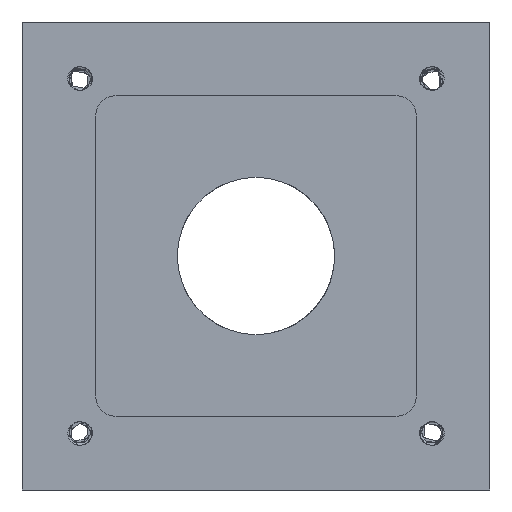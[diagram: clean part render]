
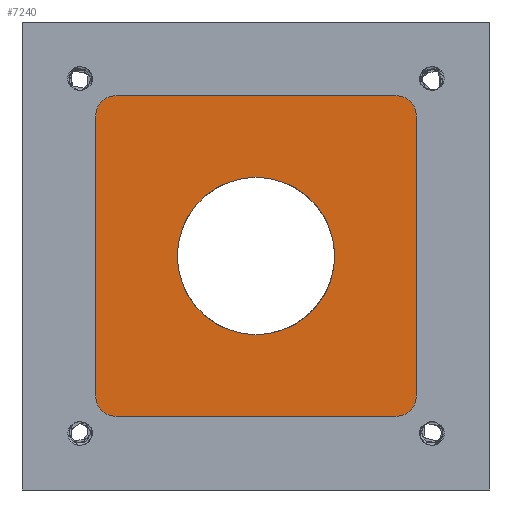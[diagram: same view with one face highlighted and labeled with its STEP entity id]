
A CAD part, front view. The second image highlights one B-rep face of the part: STEP entity #7240.
In plain terms, the highlighted planar face has unit normal (0, -1, 0).
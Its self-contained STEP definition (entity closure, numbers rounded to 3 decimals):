
#91 = LINE ( 'NONE', #16368, #3256 ) ;
#427 = DIRECTION ( 'NONE',  ( 0., -1., 0. ) ) ;
#638 = VERTEX_POINT ( 'NONE', #3840 ) ;
#1036 = CARTESIAN_POINT ( 'NONE',  ( -21.825, 11., -25. ) ) ;
#3179 = CIRCLE ( 'NONE', #13198, 12.268 ) ;
#3256 = VECTOR ( 'NONE', #18039, 1000. ) ;
#3627 = ORIENTED_EDGE ( 'NONE', *, *, #25268, .T. ) ;
#3671 = AXIS2_PLACEMENT_3D ( 'NONE', #18895, #14099, #12009 ) ;
#3840 = CARTESIAN_POINT ( 'NONE',  ( 12.268, 11., 0. ) ) ;
#4496 = CIRCLE ( 'NONE', #25484, 12.268 ) ;
#4499 = LINE ( 'NONE', #21360, #19030 ) ;
#4644 = DIRECTION ( 'NONE',  ( 0., -1., 0. ) ) ;
#5337 = DIRECTION ( 'NONE',  ( 1., 0., 0. ) ) ;
#5669 = CIRCLE ( 'NONE', #22396, 3.175 ) ;
#6064 = DIRECTION ( 'NONE',  ( 0., -1., 0. ) ) ;
#7240 = ADVANCED_FACE ( 'NONE', ( #19970, #8903 ), #8453, .T. ) ;
#7294 = CARTESIAN_POINT ( 'NONE',  ( 21.825, 11., -21.825 ) ) ;
#7579 = DIRECTION ( 'NONE',  ( 0., 0., -1. ) ) ;
#8453 = PLANE ( 'NONE',  #24790 ) ;
#8708 = ORIENTED_EDGE ( 'NONE', *, *, #29319, .T. ) ;
#8903 = FACE_BOUND ( 'NONE', #23903, .T. ) ;
#9436 = EDGE_CURVE ( 'NONE', #15785, #9965, #4499, .T. ) ;
#9965 = VERTEX_POINT ( 'NONE', #28945 ) ;
#9970 = DIRECTION ( 'NONE',  ( 0., 0., -1. ) ) ;
#10111 = EDGE_CURVE ( 'NONE', #25517, #20059, #91, .T. ) ;
#10223 = DIRECTION ( 'NONE',  ( 0., 0., -1. ) ) ;
#10360 = EDGE_CURVE ( 'NONE', #16356, #638, #19981, .T. ) ;
#10737 = EDGE_CURVE ( 'NONE', #27327, #25357, #28568, .T. ) ;
#10749 = CARTESIAN_POINT ( 'NONE',  ( 21.825, 11., 25. ) ) ;
#11093 = DIRECTION ( 'NONE',  ( 0., 0., -1. ) ) ;
#11906 = ORIENTED_EDGE ( 'NONE', *, *, #22574, .T. ) ;
#12009 = DIRECTION ( 'NONE',  ( 0., 0., -1. ) ) ;
#12310 = CARTESIAN_POINT ( 'NONE',  ( 0., 11., 0. ) ) ;
#12532 = DIRECTION ( 'NONE',  ( 0., 0., 1. ) ) ;
#12721 = CARTESIAN_POINT ( 'NONE',  ( -21.825, 11., -21.825 ) ) ;
#13041 = CARTESIAN_POINT ( 'NONE',  ( 0., 11., 0. ) ) ;
#13198 = AXIS2_PLACEMENT_3D ( 'NONE', #13041, #29193, #22163 ) ;
#13670 = VERTEX_POINT ( 'NONE', #19708 ) ;
#14099 = DIRECTION ( 'NONE',  ( 0., -1., 0. ) ) ;
#14296 = LINE ( 'NONE', #17142, #22761 ) ;
#14710 = VERTEX_POINT ( 'NONE', #29262 ) ;
#15785 = VERTEX_POINT ( 'NONE', #23738 ) ;
#16356 = VERTEX_POINT ( 'NONE', #23336 ) ;
#16368 = CARTESIAN_POINT ( 'NONE',  ( 21.825, 11., 25. ) ) ;
#16409 = ORIENTED_EDGE ( 'NONE', *, *, #25213, .T. ) ;
#16576 = ORIENTED_EDGE ( 'NONE', *, *, #10111, .T. ) ;
#17142 = CARTESIAN_POINT ( 'NONE',  ( -21.825, 11., -25. ) ) ;
#17626 = EDGE_CURVE ( 'NONE', #13670, #15785, #5669, .T. ) ;
#18035 = CARTESIAN_POINT ( 'NONE',  ( 21.825, 11., 21.825 ) ) ;
#18039 = DIRECTION ( 'NONE',  ( -1., 0., 0. ) ) ;
#18478 = VECTOR ( 'NONE', #18694, 1000. ) ;
#18561 = DIRECTION ( 'NONE',  ( 0., -1., 0. ) ) ;
#18563 = AXIS2_PLACEMENT_3D ( 'NONE', #12721, #18561, #11093 ) ;
#18694 = DIRECTION ( 'NONE',  ( 0., 0., -1. ) ) ;
#18895 = CARTESIAN_POINT ( 'NONE',  ( 21.825, 11., 21.825 ) ) ;
#19030 = VECTOR ( 'NONE', #12532, 1000. ) ;
#19708 = CARTESIAN_POINT ( 'NONE',  ( 21.825, 11., -25. ) ) ;
#19798 = ORIENTED_EDGE ( 'NONE', *, *, #25657, .T. ) ;
#19811 = ORIENTED_EDGE ( 'NONE', *, *, #9436, .T. ) ;
#19970 = FACE_OUTER_BOUND ( 'NONE', #19991, .T. ) ;
#19981 = CIRCLE ( 'NONE', #23792, 12.268 ) ;
#19991 = EDGE_LOOP ( 'NONE', ( #29564, #16576, #3627, #16409, #22949, #19798, #28689, #19811 ) ) ;
#20059 = VERTEX_POINT ( 'NONE', #23222 ) ;
#21077 = CARTESIAN_POINT ( 'NONE',  ( -25., 11., 21.825 ) ) ;
#21360 = CARTESIAN_POINT ( 'NONE',  ( 25., 11., -21.825 ) ) ;
#21793 = AXIS2_PLACEMENT_3D ( 'NONE', #25557, #4644, #22885 ) ;
#21884 = ORIENTED_EDGE ( 'NONE', *, *, #10360, .T. ) ;
#22163 = DIRECTION ( 'NONE',  ( 0., 0., -1. ) ) ;
#22363 = DIRECTION ( 'NONE',  ( 0., 0., -1. ) ) ;
#22396 = AXIS2_PLACEMENT_3D ( 'NONE', #7294, #427, #7579 ) ;
#22574 = EDGE_CURVE ( 'NONE', #638, #14710, #4496, .T. ) ;
#22761 = VECTOR ( 'NONE', #5337, 1000. ) ;
#22885 = DIRECTION ( 'NONE',  ( 0., 0., -1. ) ) ;
#22949 = ORIENTED_EDGE ( 'NONE', *, *, #10737, .T. ) ;
#23222 = CARTESIAN_POINT ( 'NONE',  ( -21.825, 11., 25. ) ) ;
#23336 = CARTESIAN_POINT ( 'NONE',  ( 0., 11., 12.268 ) ) ;
#23684 = DIRECTION ( 'NONE',  ( 0., 1., 0. ) ) ;
#23738 = CARTESIAN_POINT ( 'NONE',  ( 25., 11., -21.825 ) ) ;
#23792 = AXIS2_PLACEMENT_3D ( 'NONE', #12310, #23684, #10223 ) ;
#23903 = EDGE_LOOP ( 'NONE', ( #11906, #8708, #21884 ) ) ;
#24790 = AXIS2_PLACEMENT_3D ( 'NONE', #18035, #6064, #22363 ) ;
#25152 = CIRCLE ( 'NONE', #21793, 3.175 ) ;
#25213 = EDGE_CURVE ( 'NONE', #28748, #27327, #25417, .T. ) ;
#25268 = EDGE_CURVE ( 'NONE', #20059, #28748, #25152, .T. ) ;
#25357 = VERTEX_POINT ( 'NONE', #1036 ) ;
#25417 = LINE ( 'NONE', #21077, #18478 ) ;
#25484 = AXIS2_PLACEMENT_3D ( 'NONE', #28350, #25526, #9970 ) ;
#25517 = VERTEX_POINT ( 'NONE', #10749 ) ;
#25526 = DIRECTION ( 'NONE',  ( 0., 1., 0. ) ) ;
#25557 = CARTESIAN_POINT ( 'NONE',  ( -21.825, 11., 21.825 ) ) ;
#25657 = EDGE_CURVE ( 'NONE', #25357, #13670, #14296, .T. ) ;
#26167 = EDGE_CURVE ( 'NONE', #9965, #25517, #28013, .T. ) ;
#26651 = CARTESIAN_POINT ( 'NONE',  ( -25., 11., -21.825 ) ) ;
#27058 = CARTESIAN_POINT ( 'NONE',  ( -25., 11., 21.825 ) ) ;
#27327 = VERTEX_POINT ( 'NONE', #26651 ) ;
#28013 = CIRCLE ( 'NONE', #3671, 3.175 ) ;
#28350 = CARTESIAN_POINT ( 'NONE',  ( 0., 11., 0. ) ) ;
#28568 = CIRCLE ( 'NONE', #18563, 3.175 ) ;
#28689 = ORIENTED_EDGE ( 'NONE', *, *, #17626, .T. ) ;
#28748 = VERTEX_POINT ( 'NONE', #27058 ) ;
#28945 = CARTESIAN_POINT ( 'NONE',  ( 25., 11., 21.825 ) ) ;
#29193 = DIRECTION ( 'NONE',  ( 0., 1., 0. ) ) ;
#29262 = CARTESIAN_POINT ( 'NONE',  ( 0., 11., -12.268 ) ) ;
#29319 = EDGE_CURVE ( 'NONE', #14710, #16356, #3179, .T. ) ;
#29564 = ORIENTED_EDGE ( 'NONE', *, *, #26167, .T. ) ;
